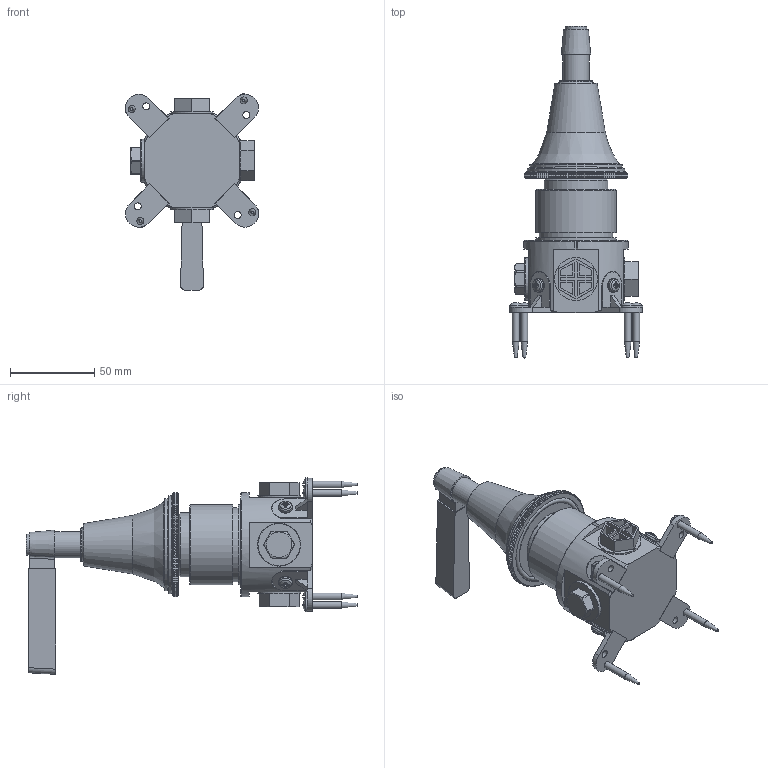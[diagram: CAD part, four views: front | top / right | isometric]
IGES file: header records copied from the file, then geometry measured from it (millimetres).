
Global section: file name: No Iges File Name specified; native system: Autodesk Inventor 2012; preprocessor: AutoDesk Inventor Iges Exporter R2012; author: mblakey; date: 20120927.143641; units: millimetre
Bounding box: 79.56 x 197.05 x 116.7 mm (x, y, z)
Volume: 254513.2 mm3; surface area: 107645 mm2
Topology: 38 solids, 38 shells, 1877 faces, 4326 edges, 2649 vertices
Faces by surface type: plane 868, cone 323, revolution 280, cylinder 273, torus 91, bspline 34, sphere 8
Full cylindrical faces by diameter (mm): 3.621 x4, 4 x12, 7 x1, 8 x9, 9.1 x1, 11.25 x2, 11.998 x1, 12.7 x1, 12.8 x3, 14.8 x1, 15.6 x4, 15.99 x3, 16.8 x1, 18.1 x1, 18.4 x3, 20 x1, 20.7 x4, 20.99 x1, 24.8 x1, 25.5 x4, 25.8 x1, 26 x1, 28.5 x1, 30 x1, 35.8 x1, 38 x1, 39 x1, 40 x2, 42 x1, 43.9 x1
